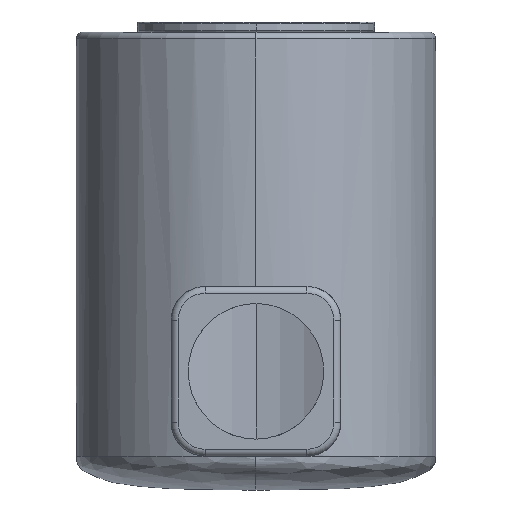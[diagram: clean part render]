
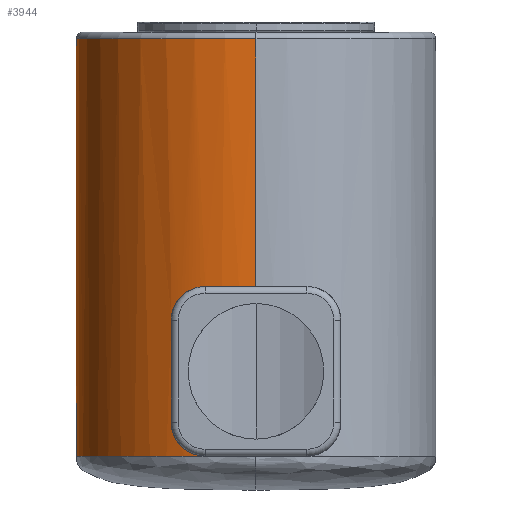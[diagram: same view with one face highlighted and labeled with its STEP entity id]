
A CAD part, left-side view. The second image highlights one B-rep face of the part: STEP entity #3944.
In plain terms, the highlighted cylindrical face has radius 5.3 mm (diameter 10.6 mm), a partial arc.
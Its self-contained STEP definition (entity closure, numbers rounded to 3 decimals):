
#140 = FACE_OUTER_BOUND ( 'NONE', #1583, .T. ) ;
#174 = DIRECTION ( 'NONE',  ( 0., 0., 1. ) ) ;
#178 = CARTESIAN_POINT ( 'NONE',  ( -4.743, 2.367, 1.484 ) ) ;
#224 = CARTESIAN_POINT ( 'NONE',  ( 3.096, 4.348, 1. ) ) ;
#414 = CARTESIAN_POINT ( 'NONE',  ( -4.905, 2.105, 1. ) ) ;
#522 = CARTESIAN_POINT ( 'NONE',  ( 3.594, 3.946, 1. ) ) ;
#665 = VERTEX_POINT ( 'NONE', #3741 ) ;
#679 = CARTESIAN_POINT ( 'NONE',  ( -4.673, 2.5, 1.863 ) ) ;
#698 = EDGE_CURVE ( 'NONE', #3825, #4173, #2478, .T. ) ;
#729 = CARTESIAN_POINT ( 'NONE',  ( 4.746, 2.442, 1. ) ) ;
#930 = CARTESIAN_POINT ( 'NONE',  ( -2.33, 4.802, 1. ) ) ;
#935 = ORIENTED_EDGE ( 'NONE', *, *, #5156, .T. ) ;
#970 = CARTESIAN_POINT ( 'NONE',  ( 5.3, 0., 13.5 ) ) ;
#1059 = CARTESIAN_POINT ( 'NONE',  ( -1.738, 5.046, 1. ) ) ;
#1105 = CARTESIAN_POINT ( 'NONE',  ( 5.3, 0., 1. ) ) ;
#1123 = VERTEX_POINT ( 'NONE', #1314 ) ;
#1125 = CARTESIAN_POINT ( 'NONE',  ( 0., 0., 6. ) ) ;
#1215 = CARTESIAN_POINT ( 'NONE',  ( 0., 0., 13.5 ) ) ;
#1244 = CIRCLE ( 'NONE', #2583, 5.3 ) ;
#1256 = CARTESIAN_POINT ( 'NONE',  ( -4.689, 2.471, 5.272 ) ) ;
#1299 = CYLINDRICAL_SURFACE ( 'NONE', #1839, 5.3 ) ;
#1314 = CARTESIAN_POINT ( 'NONE',  ( -5.3, 0., 13.3 ) ) ;
#1388 = ORIENTED_EDGE ( 'NONE', *, *, #3396, .T. ) ;
#1440 = DIRECTION ( 'NONE',  ( 0., 0., -1. ) ) ;
#1459 = DIRECTION ( 'NONE',  ( 0., 0., -1. ) ) ;
#1510 = CARTESIAN_POINT ( 'NONE',  ( -5.083, 1.5, 1. ) ) ;
#1583 = EDGE_LOOP ( 'NONE', ( #1388, #1728, #2019, #935, #3222, #4710, #4287, #1987 ) ) ;
#1610 = CARTESIAN_POINT ( 'NONE',  ( -0.506, 5.313, 1. ) ) ;
#1682 = CARTESIAN_POINT ( 'NONE',  ( 1.989, 4.953, 1. ) ) ;
#1710 = B_SPLINE_CURVE_WITH_KNOTS ( 'NONE', 3,
 ( #1105, #5017, #2132, #729, #3918, #522, #224, #1682, #5983, #2147, #1610, #1059, #930, #5373, #5535, #5934, #414, #3440 ),
 .UNSPECIFIED., .F., .F.,
 ( 4, 2, 2, 2, 2, 2, 2, 2, 4 ),
 ( 0., 0.057, 0.114, 0.17, 0.227, 0.284, 0.341, 0.398, 0.454 ),
 .UNSPECIFIED. ) ;
#1728 = ORIENTED_EDGE ( 'NONE', *, *, #4320, .T. ) ;
#1740 = CARTESIAN_POINT ( 'NONE',  ( -4.781, 2.29, 5.626 ) ) ;
#1839 = AXIS2_PLACEMENT_3D ( 'NONE', #1215, #2152, #4724 ) ;
#1911 = VECTOR ( 'NONE', #1440, 1000. ) ;
#1987 = ORIENTED_EDGE ( 'NONE', *, *, #2744, .F. ) ;
#2019 = ORIENTED_EDGE ( 'NONE', *, *, #2707, .T. ) ;
#2132 = CARTESIAN_POINT ( 'NONE',  ( 5.186, 1.261, 1. ) ) ;
#2147 = CARTESIAN_POINT ( 'NONE',  ( 0.134, 5.336, 1. ) ) ;
#2152 = DIRECTION ( 'NONE',  ( 0., 0., -1. ) ) ;
#2155 = CARTESIAN_POINT ( 'NONE',  ( 5.3, 0., 13.3 ) ) ;
#2218 = CARTESIAN_POINT ( 'NONE',  ( -4.673, 2.5, 5. ) ) ;
#2224 = DIRECTION ( 'NONE',  ( 0., 0., -1. ) ) ;
#2236 = CARTESIAN_POINT ( 'NONE',  ( -4.911, 1.997, 5.877 ) ) ;
#2478 = LINE ( 'NONE', #3636, #6317 ) ;
#2583 = AXIS2_PLACEMENT_3D ( 'NONE', #1125, #174, #4701 ) ;
#2613 = CARTESIAN_POINT ( 'NONE',  ( -5.044, 1.632, 1. ) ) ;
#2637 = CARTESIAN_POINT ( 'NONE',  ( -4.911, 1.997, 1.123 ) ) ;
#2707 = EDGE_CURVE ( 'NONE', #4024, #4939, #1710, .T. ) ;
#2739 = CARTESIAN_POINT ( 'NONE',  ( -5.045, 1.631, 6. ) ) ;
#2744 = EDGE_CURVE ( 'NONE', #1123, #4300, #2870, .T. ) ;
#2870 = LINE ( 'NONE', #5617, #5411 ) ;
#2874 = EDGE_CURVE ( 'NONE', #665, #4300, #1244, .T. ) ;
#3141 = CARTESIAN_POINT ( 'NONE',  ( -4.781, 2.29, 1.374 ) ) ;
#3222 = ORIENTED_EDGE ( 'NONE', *, *, #698, .T. ) ;
#3229 = CARTESIAN_POINT ( 'NONE',  ( 5.3, 0., 1. ) ) ;
#3329 = CARTESIAN_POINT ( 'NONE',  ( -4.673, 2.5, 5. ) ) ;
#3396 = EDGE_CURVE ( 'NONE', #1123, #4610, #5146, .T. ) ;
#3440 = CARTESIAN_POINT ( 'NONE',  ( -5.083, 1.5, 1. ) ) ;
#3628 = CARTESIAN_POINT ( 'NONE',  ( -5.083, 1.5, 1. ) ) ;
#3636 = CARTESIAN_POINT ( 'NONE',  ( -4.673, 2.5, 13.5 ) ) ;
#3649 = CARTESIAN_POINT ( 'NONE',  ( -4.689, 2.471, 1.727 ) ) ;
#3741 = CARTESIAN_POINT ( 'NONE',  ( -5.083, 1.5, 6. ) ) ;
#3825 = VERTEX_POINT ( 'NONE', #6070 ) ;
#3918 = CARTESIAN_POINT ( 'NONE',  ( 4.419, 2.993, 1. ) ) ;
#3944 = ADVANCED_FACE ( 'NONE', ( #140 ), #1299, .T. ) ;
#4023 = EDGE_CURVE ( 'NONE', #4173, #665, #4445, .T. ) ;
#4024 = VERTEX_POINT ( 'NONE', #3229 ) ;
#4165 = CARTESIAN_POINT ( 'NONE',  ( -4.673, 2.5, 2. ) ) ;
#4173 = VERTEX_POINT ( 'NONE', #3329 ) ;
#4287 = ORIENTED_EDGE ( 'NONE', *, *, #2874, .T. ) ;
#4300 = VERTEX_POINT ( 'NONE', #6422 ) ;
#4320 = EDGE_CURVE ( 'NONE', #4610, #4024, #5776, .T. ) ;
#4445 = B_SPLINE_CURVE_WITH_KNOTS ( 'NONE', 3,
 ( #2218, #6234, #1256, #4760, #1740, #5259, #2236, #5770, #2739, #6259 ),
 .UNSPECIFIED., .F., .F.,
 ( 4, 2, 2, 2, 4 ),
 ( 0., 0., 0.001, 0.001, 0.002 ),
 .UNSPECIFIED. ) ;
#4610 = VERTEX_POINT ( 'NONE', #2155 ) ;
#4701 = DIRECTION ( 'NONE',  ( -1., 0., 0. ) ) ;
#4710 = ORIENTED_EDGE ( 'NONE', *, *, #4023, .T. ) ;
#4724 = DIRECTION ( 'NONE',  ( -1., 0., 0. ) ) ;
#4760 = CARTESIAN_POINT ( 'NONE',  ( -4.743, 2.367, 5.516 ) ) ;
#4939 = VERTEX_POINT ( 'NONE', #1510 ) ;
#5017 = CARTESIAN_POINT ( 'NONE',  ( 5.3, 0.63, 1. ) ) ;
#5146 = CIRCLE ( 'NONE', #5381, 5.3 ) ;
#5156 = EDGE_CURVE ( 'NONE', #4939, #3825, #5721, .T. ) ;
#5243 = CARTESIAN_POINT ( 'NONE',  ( 0., 0., 13.3 ) ) ;
#5259 = CARTESIAN_POINT ( 'NONE',  ( -4.865, 2.106, 5.806 ) ) ;
#5373 = CARTESIAN_POINT ( 'NONE',  ( -3.392, 4.121, 1. ) ) ;
#5381 = AXIS2_PLACEMENT_3D ( 'NONE', #5243, #2224, #5755 ) ;
#5411 = VECTOR ( 'NONE', #1459, 1000. ) ;
#5535 = CARTESIAN_POINT ( 'NONE',  ( -3.861, 3.685, 1. ) ) ;
#5617 = CARTESIAN_POINT ( 'NONE',  ( -5.3, 0., 13.5 ) ) ;
#5668 = CARTESIAN_POINT ( 'NONE',  ( -5.001, 1.759, 1.025 ) ) ;
#5721 = B_SPLINE_CURVE_WITH_KNOTS ( 'NONE', 3,
 ( #3628, #2613, #5668, #2637, #6146, #3141, #178, #3649, #679, #4165 ),
 .UNSPECIFIED., .F., .F.,
 ( 4, 2, 2, 2, 4 ),
 ( 0., 0., 0.001, 0.001, 0.002 ),
 .UNSPECIFIED. ) ;
#5755 = DIRECTION ( 'NONE',  ( 1., 0., 0. ) ) ;
#5770 = CARTESIAN_POINT ( 'NONE',  ( -5.001, 1.76, 5.974 ) ) ;
#5776 = LINE ( 'NONE', #970, #1911 ) ;
#5934 = CARTESIAN_POINT ( 'NONE',  ( -4.618, 2.677, 1. ) ) ;
#5983 = CARTESIAN_POINT ( 'NONE',  ( 1.382, 5.155, 1. ) ) ;
#6070 = CARTESIAN_POINT ( 'NONE',  ( -4.673, 2.5, 2. ) ) ;
#6146 = CARTESIAN_POINT ( 'NONE',  ( -4.865, 2.106, 1.194 ) ) ;
#6151 = DIRECTION ( 'NONE',  ( 0., 0., 1. ) ) ;
#6234 = CARTESIAN_POINT ( 'NONE',  ( -4.673, 2.5, 5.137 ) ) ;
#6259 = CARTESIAN_POINT ( 'NONE',  ( -5.083, 1.5, 6. ) ) ;
#6317 = VECTOR ( 'NONE', #6151, 1000. ) ;
#6422 = CARTESIAN_POINT ( 'NONE',  ( -5.3, 0., 6. ) ) ;
